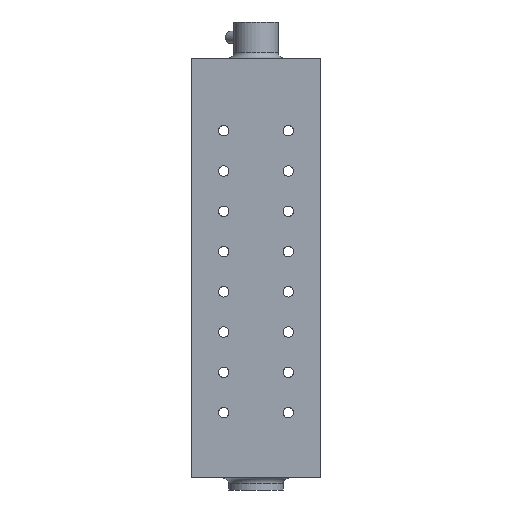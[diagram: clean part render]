
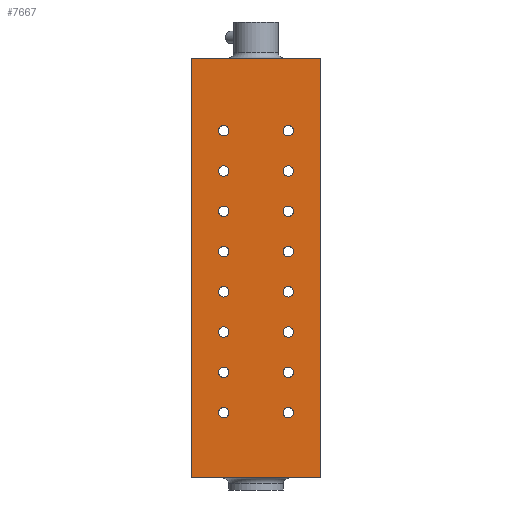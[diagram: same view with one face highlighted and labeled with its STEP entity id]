
A CAD part, left-side view. The second image highlights one B-rep face of the part: STEP entity #7667.
In plain terms, the highlighted planar face has unit normal (-1, 0, 0).
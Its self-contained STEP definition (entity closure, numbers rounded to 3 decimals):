
#87=FACE_BOUND('',#997,.T.);
#88=FACE_BOUND('',#998,.T.);
#89=FACE_BOUND('',#999,.T.);
#90=FACE_BOUND('',#1000,.T.);
#91=FACE_BOUND('',#1001,.T.);
#92=FACE_BOUND('',#1002,.T.);
#93=FACE_BOUND('',#1003,.T.);
#94=FACE_BOUND('',#1004,.T.);
#95=FACE_BOUND('',#1005,.T.);
#96=FACE_BOUND('',#1006,.T.);
#97=FACE_BOUND('',#1007,.T.);
#98=FACE_BOUND('',#1008,.T.);
#99=FACE_BOUND('',#1009,.T.);
#100=FACE_BOUND('',#1010,.T.);
#101=FACE_BOUND('',#1011,.T.);
#102=FACE_BOUND('',#1012,.T.);
#127=PLANE('',#8210);
#532=FACE_OUTER_BOUND('',#996,.T.);
#996=EDGE_LOOP('',(#6842,#6843,#6844,#6845));
#997=EDGE_LOOP('',(#6846));
#998=EDGE_LOOP('',(#6847));
#999=EDGE_LOOP('',(#6848));
#1000=EDGE_LOOP('',(#6849));
#1001=EDGE_LOOP('',(#6850));
#1002=EDGE_LOOP('',(#6851));
#1003=EDGE_LOOP('',(#6852));
#1004=EDGE_LOOP('',(#6853));
#1005=EDGE_LOOP('',(#6854));
#1006=EDGE_LOOP('',(#6855));
#1007=EDGE_LOOP('',(#6856));
#1008=EDGE_LOOP('',(#6857));
#1009=EDGE_LOOP('',(#6858));
#1010=EDGE_LOOP('',(#6859));
#1011=EDGE_LOOP('',(#6860));
#1012=EDGE_LOOP('',(#6861));
#1126=CIRCLE('',#8153,4.3);
#1127=CIRCLE('',#8155,4.3);
#1128=CIRCLE('',#8157,4.3);
#1129=CIRCLE('',#8159,4.3);
#1130=CIRCLE('',#8161,4.3);
#1131=CIRCLE('',#8163,4.3);
#1132=CIRCLE('',#8165,4.3);
#1133=CIRCLE('',#8167,4.3);
#1134=CIRCLE('',#8169,4.3);
#1135=CIRCLE('',#8171,4.3);
#1136=CIRCLE('',#8173,4.3);
#1137=CIRCLE('',#8175,4.3);
#1138=CIRCLE('',#8177,4.3);
#1139=CIRCLE('',#8179,4.3);
#1140=CIRCLE('',#8181,4.3);
#1141=CIRCLE('',#8183,4.3);
#2140=LINE('',#22536,#2527);
#2186=LINE('',#31204,#2573);
#2189=LINE('',#31210,#2576);
#2190=LINE('',#31211,#2577);
#2527=VECTOR('',#9343,10.);
#2573=VECTOR('',#9633,10.);
#2576=VECTOR('',#9642,10.);
#2577=VECTOR('',#9643,10.);
#3306=VERTEX_POINT('',#22533);
#3307=VERTEX_POINT('',#22535);
#3342=VERTEX_POINT('',#31092);
#3343=VERTEX_POINT('',#31096);
#3344=VERTEX_POINT('',#31100);
#3345=VERTEX_POINT('',#31104);
#3346=VERTEX_POINT('',#31108);
#3347=VERTEX_POINT('',#31112);
#3348=VERTEX_POINT('',#31116);
#3349=VERTEX_POINT('',#31120);
#3350=VERTEX_POINT('',#31124);
#3351=VERTEX_POINT('',#31128);
#3352=VERTEX_POINT('',#31132);
#3353=VERTEX_POINT('',#31136);
#3354=VERTEX_POINT('',#31140);
#3355=VERTEX_POINT('',#31144);
#3356=VERTEX_POINT('',#31148);
#3357=VERTEX_POINT('',#31152);
#3366=VERTEX_POINT('',#31201);
#3367=VERTEX_POINT('',#31203);
#4398=EDGE_CURVE('',#3307,#3306,#2140,.T.);
#4480=EDGE_CURVE('',#3342,#3342,#1126,.T.);
#4482=EDGE_CURVE('',#3343,#3343,#1127,.T.);
#4484=EDGE_CURVE('',#3344,#3344,#1128,.T.);
#4486=EDGE_CURVE('',#3345,#3345,#1129,.T.);
#4488=EDGE_CURVE('',#3346,#3346,#1130,.T.);
#4490=EDGE_CURVE('',#3347,#3347,#1131,.T.);
#4492=EDGE_CURVE('',#3348,#3348,#1132,.T.);
#4494=EDGE_CURVE('',#3349,#3349,#1133,.T.);
#4496=EDGE_CURVE('',#3350,#3350,#1134,.T.);
#4498=EDGE_CURVE('',#3351,#3351,#1135,.T.);
#4500=EDGE_CURVE('',#3352,#3352,#1136,.T.);
#4502=EDGE_CURVE('',#3353,#3353,#1137,.T.);
#4504=EDGE_CURVE('',#3354,#3354,#1138,.T.);
#4506=EDGE_CURVE('',#3355,#3355,#1139,.T.);
#4508=EDGE_CURVE('',#3356,#3356,#1140,.T.);
#4510=EDGE_CURVE('',#3357,#3357,#1141,.T.);
#4535=EDGE_CURVE('',#3366,#3367,#2186,.T.);
#4538=EDGE_CURVE('',#3307,#3366,#2189,.T.);
#4539=EDGE_CURVE('',#3306,#3367,#2190,.T.);
#6842=ORIENTED_EDGE('',*,*,#4538,.F.);
#6843=ORIENTED_EDGE('',*,*,#4398,.T.);
#6844=ORIENTED_EDGE('',*,*,#4539,.T.);
#6845=ORIENTED_EDGE('',*,*,#4535,.F.);
#6846=ORIENTED_EDGE('',*,*,#4480,.T.);
#6847=ORIENTED_EDGE('',*,*,#4482,.T.);
#6848=ORIENTED_EDGE('',*,*,#4484,.T.);
#6849=ORIENTED_EDGE('',*,*,#4486,.T.);
#6850=ORIENTED_EDGE('',*,*,#4488,.T.);
#6851=ORIENTED_EDGE('',*,*,#4490,.T.);
#6852=ORIENTED_EDGE('',*,*,#4492,.T.);
#6853=ORIENTED_EDGE('',*,*,#4494,.T.);
#6854=ORIENTED_EDGE('',*,*,#4496,.T.);
#6855=ORIENTED_EDGE('',*,*,#4498,.T.);
#6856=ORIENTED_EDGE('',*,*,#4500,.T.);
#6857=ORIENTED_EDGE('',*,*,#4502,.T.);
#6858=ORIENTED_EDGE('',*,*,#4504,.T.);
#6859=ORIENTED_EDGE('',*,*,#4506,.T.);
#6860=ORIENTED_EDGE('',*,*,#4508,.T.);
#6861=ORIENTED_EDGE('',*,*,#4510,.T.);
#7667=ADVANCED_FACE('',(#532,#87,#88,#89,#90,#91,#92,#93,#94,#95,#96,#97,
#98,#99,#100,#101,#102),#127,.T.);
#8153=AXIS2_PLACEMENT_3D('',#31093,#9492,#9493);
#8155=AXIS2_PLACEMENT_3D('',#31097,#9497,#9498);
#8157=AXIS2_PLACEMENT_3D('',#31101,#9502,#9503);
#8159=AXIS2_PLACEMENT_3D('',#31105,#9507,#9508);
#8161=AXIS2_PLACEMENT_3D('',#31109,#9512,#9513);
#8163=AXIS2_PLACEMENT_3D('',#31113,#9517,#9518);
#8165=AXIS2_PLACEMENT_3D('',#31117,#9522,#9523);
#8167=AXIS2_PLACEMENT_3D('',#31121,#9527,#9528);
#8169=AXIS2_PLACEMENT_3D('',#31125,#9532,#9533);
#8171=AXIS2_PLACEMENT_3D('',#31129,#9537,#9538);
#8173=AXIS2_PLACEMENT_3D('',#31133,#9542,#9543);
#8175=AXIS2_PLACEMENT_3D('',#31137,#9547,#9548);
#8177=AXIS2_PLACEMENT_3D('',#31141,#9552,#9553);
#8179=AXIS2_PLACEMENT_3D('',#31145,#9557,#9558);
#8181=AXIS2_PLACEMENT_3D('',#31149,#9562,#9563);
#8183=AXIS2_PLACEMENT_3D('',#31153,#9567,#9568);
#8210=AXIS2_PLACEMENT_3D('',#31209,#9640,#9641);
#9343=DIRECTION('',(0.,1.,0.));
#9492=DIRECTION('center_axis',(1.,0.,0.));
#9493=DIRECTION('ref_axis',(0.,-1.,0.));
#9497=DIRECTION('center_axis',(1.,0.,0.));
#9498=DIRECTION('ref_axis',(0.,-1.,0.));
#9502=DIRECTION('center_axis',(1.,0.,0.));
#9503=DIRECTION('ref_axis',(0.,-1.,0.));
#9507=DIRECTION('center_axis',(1.,0.,0.));
#9508=DIRECTION('ref_axis',(0.,-1.,0.));
#9512=DIRECTION('center_axis',(1.,0.,0.));
#9513=DIRECTION('ref_axis',(0.,-1.,0.));
#9517=DIRECTION('center_axis',(1.,0.,0.));
#9518=DIRECTION('ref_axis',(0.,-1.,0.));
#9522=DIRECTION('center_axis',(1.,0.,0.));
#9523=DIRECTION('ref_axis',(0.,-1.,0.));
#9527=DIRECTION('center_axis',(1.,0.,0.));
#9528=DIRECTION('ref_axis',(0.,-1.,0.));
#9532=DIRECTION('center_axis',(1.,0.,0.));
#9533=DIRECTION('ref_axis',(0.,-1.,0.));
#9537=DIRECTION('center_axis',(1.,0.,0.));
#9538=DIRECTION('ref_axis',(0.,-1.,0.));
#9542=DIRECTION('center_axis',(1.,0.,0.));
#9543=DIRECTION('ref_axis',(0.,-1.,0.));
#9547=DIRECTION('center_axis',(1.,0.,0.));
#9548=DIRECTION('ref_axis',(0.,-1.,0.));
#9552=DIRECTION('center_axis',(1.,0.,0.));
#9553=DIRECTION('ref_axis',(0.,-1.,0.));
#9557=DIRECTION('center_axis',(1.,0.,0.));
#9558=DIRECTION('ref_axis',(0.,-1.,0.));
#9562=DIRECTION('center_axis',(1.,0.,0.));
#9563=DIRECTION('ref_axis',(0.,-1.,0.));
#9567=DIRECTION('center_axis',(1.,0.,0.));
#9568=DIRECTION('ref_axis',(0.,-1.,0.));
#9633=DIRECTION('',(0.,1.,0.));
#9640=DIRECTION('center_axis',(-1.,0.,0.));
#9641=DIRECTION('ref_axis',(0.,0.,1.));
#9642=DIRECTION('',(0.,0.,-1.));
#9643=DIRECTION('',(0.,0.,-1.));
#22533=CARTESIAN_POINT('',(-259.959,1.769,180.243));
#22535=CARTESIAN_POINT('',(-259.959,-105.031,180.243));
#22536=CARTESIAN_POINT('',(-259.959,1.769,180.243));
#31092=CARTESIAN_POINT('',(-259.959,-20.631,-113.123));
#31093=CARTESIAN_POINT('Origin',(-259.959,-24.931,-113.123));
#31096=CARTESIAN_POINT('',(-259.959,-20.631,20.21));
#31097=CARTESIAN_POINT('Origin',(-259.959,-24.931,20.21));
#31100=CARTESIAN_POINT('',(-259.959,-74.031,-113.123));
#31101=CARTESIAN_POINT('Origin',(-259.959,-78.331,-113.123));
#31104=CARTESIAN_POINT('',(-259.959,-74.031,20.21));
#31105=CARTESIAN_POINT('Origin',(-259.959,-78.331,20.21));
#31108=CARTESIAN_POINT('',(-259.959,-74.031,120.21));
#31109=CARTESIAN_POINT('Origin',(-259.959,-78.331,120.21));
#31112=CARTESIAN_POINT('',(-259.959,-74.031,-13.123));
#31113=CARTESIAN_POINT('Origin',(-259.959,-78.331,-13.123));
#31116=CARTESIAN_POINT('',(-259.959,-20.631,120.21));
#31117=CARTESIAN_POINT('Origin',(-259.959,-24.931,120.21));
#31120=CARTESIAN_POINT('',(-259.959,-20.631,-13.123));
#31121=CARTESIAN_POINT('Origin',(-259.959,-24.931,-13.123));
#31124=CARTESIAN_POINT('',(-259.959,-20.631,-79.79));
#31125=CARTESIAN_POINT('Origin',(-259.959,-24.931,-79.79));
#31128=CARTESIAN_POINT('',(-259.959,-20.631,53.543));
#31129=CARTESIAN_POINT('Origin',(-259.959,-24.931,53.543));
#31132=CARTESIAN_POINT('',(-259.959,-74.031,-79.79));
#31133=CARTESIAN_POINT('Origin',(-259.959,-78.331,-79.79));
#31136=CARTESIAN_POINT('',(-259.959,-74.031,53.543));
#31137=CARTESIAN_POINT('Origin',(-259.959,-78.331,53.543));
#31140=CARTESIAN_POINT('',(-259.959,-74.031,86.877));
#31141=CARTESIAN_POINT('Origin',(-259.959,-78.331,86.877));
#31144=CARTESIAN_POINT('',(-259.959,-74.031,-46.457));
#31145=CARTESIAN_POINT('Origin',(-259.959,-78.331,-46.457));
#31148=CARTESIAN_POINT('',(-259.959,-20.631,86.877));
#31149=CARTESIAN_POINT('Origin',(-259.959,-24.931,86.877));
#31152=CARTESIAN_POINT('',(-259.959,-20.631,-46.457));
#31153=CARTESIAN_POINT('Origin',(-259.959,-24.931,-46.457));
#31201=CARTESIAN_POINT('',(-259.959,-105.031,-167.157));
#31203=CARTESIAN_POINT('',(-259.959,1.769,-167.157));
#31204=CARTESIAN_POINT('',(-259.959,-105.031,-167.157));
#31209=CARTESIAN_POINT('Origin',(-259.959,1.769,170.243));
#31210=CARTESIAN_POINT('',(-259.959,-105.031,170.243));
#31211=CARTESIAN_POINT('',(-259.959,1.769,170.243));
